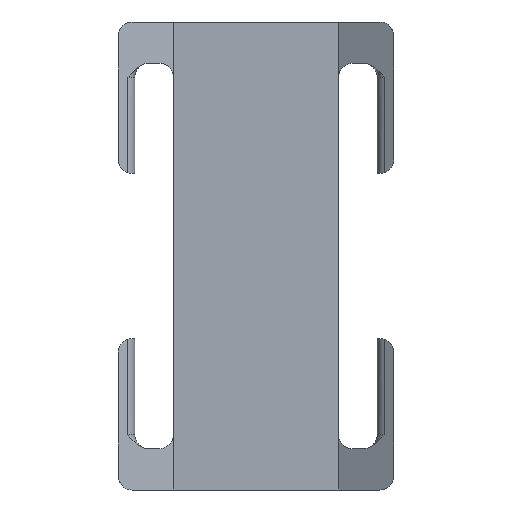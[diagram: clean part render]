
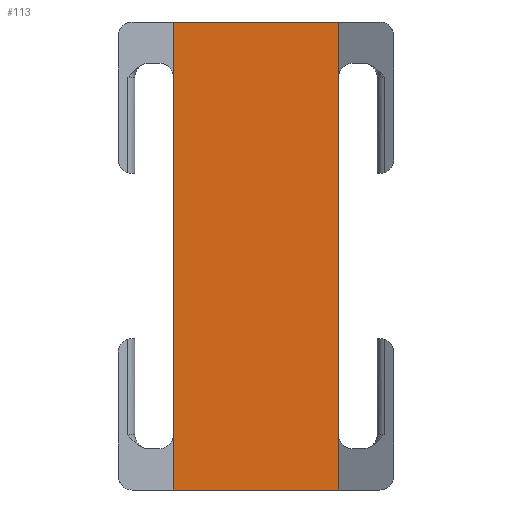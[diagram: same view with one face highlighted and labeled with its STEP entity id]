
A CAD part, front view. The second image highlights one B-rep face of the part: STEP entity #113.
In plain terms, the highlighted planar face has unit normal (0, -1, 0).
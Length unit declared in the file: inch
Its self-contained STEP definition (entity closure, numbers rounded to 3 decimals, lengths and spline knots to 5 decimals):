
#101 = ORIENTED_EDGE ( 'NONE', *, *, #4196, .F. ) ;
#113 = ADVANCED_FACE ( 'NONE', ( #1335 ), #2557, .T. ) ;
#182 = DIRECTION ( 'NONE',  ( 0., 0., -1. ) ) ;
#190 = EDGE_CURVE ( 'NONE', #2402, #3833, #1111, .T. ) ;
#273 = ORIENTED_EDGE ( 'NONE', *, *, #289, .T. ) ;
#289 = EDGE_CURVE ( 'NONE', #3292, #820, #674, .T. ) ;
#296 = LINE ( 'NONE', #2159, #2838 ) ;
#517 = CARTESIAN_POINT ( 'NONE',  ( -0.75, 0., -2.125 ) ) ;
#530 = VERTEX_POINT ( 'NONE', #3088 ) ;
#542 = DIRECTION ( 'NONE',  ( 0., 0., -1. ) ) ;
#564 = CARTESIAN_POINT ( 'NONE',  ( 0., 0., 0. ) ) ;
#602 = VECTOR ( 'NONE', #3771, 39.37008 ) ;
#674 = LINE ( 'NONE', #2605, #1389 ) ;
#696 = VERTEX_POINT ( 'NONE', #1857 ) ;
#749 = LINE ( 'NONE', #2375, #1709 ) ;
#820 = VERTEX_POINT ( 'NONE', #4281 ) ;
#863 = DIRECTION ( 'NONE',  ( 0., -1., 0. ) ) ;
#1032 = EDGE_CURVE ( 'NONE', #3158, #820, #296, .T. ) ;
#1041 = CARTESIAN_POINT ( 'NONE',  ( 0.75, 0., 2.125 ) ) ;
#1111 = LINE ( 'NONE', #3542, #1675 ) ;
#1301 = ORIENTED_EDGE ( 'NONE', *, *, #3693, .T. ) ;
#1305 = VECTOR ( 'NONE', #3893, 39.37008 ) ;
#1335 = FACE_OUTER_BOUND ( 'NONE', #2076, .T. ) ;
#1359 = LINE ( 'NONE', #2263, #1305 ) ;
#1389 = VECTOR ( 'NONE', #2587, 39.37008 ) ;
#1580 = LINE ( 'NONE', #3018, #3671 ) ;
#1675 = VECTOR ( 'NONE', #542, 39.37008 ) ;
#1709 = VECTOR ( 'NONE', #2734, 39.37008 ) ;
#1740 = EDGE_CURVE ( 'NONE', #530, #1931, #3766, .T. ) ;
#1803 = EDGE_CURVE ( 'NONE', #530, #3292, #3506, .T. ) ;
#1857 = CARTESIAN_POINT ( 'NONE',  ( -0.75, 0., -1.625 ) ) ;
#1931 = VERTEX_POINT ( 'NONE', #517 ) ;
#2013 = ORIENTED_EDGE ( 'NONE', *, *, #1032, .F. ) ;
#2045 = VECTOR ( 'NONE', #3521, 39.37008 ) ;
#2076 = EDGE_LOOP ( 'NONE', ( #1301, #3329, #101, #3715, #3599, #2088, #273, #2013 ) ) ;
#2088 = ORIENTED_EDGE ( 'NONE', *, *, #1803, .T. ) ;
#2110 = AXIS2_PLACEMENT_3D ( 'NONE', #564, #863, #2881 ) ;
#2159 = CARTESIAN_POINT ( 'NONE',  ( 0.75, 0., 2.125 ) ) ;
#2207 = EDGE_CURVE ( 'NONE', #1931, #696, #749, .T. ) ;
#2263 = CARTESIAN_POINT ( 'NONE',  ( 0., 0., 2.125 ) ) ;
#2375 = CARTESIAN_POINT ( 'NONE',  ( -0.75, 0., 0. ) ) ;
#2402 = VERTEX_POINT ( 'NONE', #3172 ) ;
#2557 = PLANE ( 'NONE',  #2110 ) ;
#2587 = DIRECTION ( 'NONE',  ( 0., 0., 1. ) ) ;
#2605 = CARTESIAN_POINT ( 'NONE',  ( 0.75, 0., 0. ) ) ;
#2734 = DIRECTION ( 'NONE',  ( 0., 0., 1. ) ) ;
#2740 = CARTESIAN_POINT ( 'NONE',  ( 0., 0., -2.125 ) ) ;
#2792 = CARTESIAN_POINT ( 'NONE',  ( 0.75, 0., -1.625 ) ) ;
#2838 = VECTOR ( 'NONE', #182, 39.37008 ) ;
#2881 = DIRECTION ( 'NONE',  ( 0., 0., -1. ) ) ;
#3018 = CARTESIAN_POINT ( 'NONE',  ( -0.75, 0., 0. ) ) ;
#3088 = CARTESIAN_POINT ( 'NONE',  ( 0.75, 0., -2.125 ) ) ;
#3158 = VERTEX_POINT ( 'NONE', #1041 ) ;
#3172 = CARTESIAN_POINT ( 'NONE',  ( -0.75, 0., 2.125 ) ) ;
#3292 = VERTEX_POINT ( 'NONE', #2792 ) ;
#3329 = ORIENTED_EDGE ( 'NONE', *, *, #190, .T. ) ;
#3506 = LINE ( 'NONE', #4170, #2045 ) ;
#3521 = DIRECTION ( 'NONE',  ( 0., 0., 1. ) ) ;
#3542 = CARTESIAN_POINT ( 'NONE',  ( -0.75, 0., 2.125 ) ) ;
#3599 = ORIENTED_EDGE ( 'NONE', *, *, #1740, .F. ) ;
#3663 = DIRECTION ( 'NONE',  ( 0., 0., 1. ) ) ;
#3671 = VECTOR ( 'NONE', #3663, 39.37008 ) ;
#3693 = EDGE_CURVE ( 'NONE', #3158, #2402, #1359, .T. ) ;
#3715 = ORIENTED_EDGE ( 'NONE', *, *, #2207, .F. ) ;
#3766 = LINE ( 'NONE', #2740, #602 ) ;
#3771 = DIRECTION ( 'NONE',  ( -1., 0., 0. ) ) ;
#3792 = CARTESIAN_POINT ( 'NONE',  ( -0.75, 0., 1.625 ) ) ;
#3833 = VERTEX_POINT ( 'NONE', #3792 ) ;
#3893 = DIRECTION ( 'NONE',  ( -1., 0., 0. ) ) ;
#4170 = CARTESIAN_POINT ( 'NONE',  ( 0.75, 0., 0. ) ) ;
#4196 = EDGE_CURVE ( 'NONE', #696, #3833, #1580, .T. ) ;
#4281 = CARTESIAN_POINT ( 'NONE',  ( 0.75, 0., 1.625 ) ) ;
